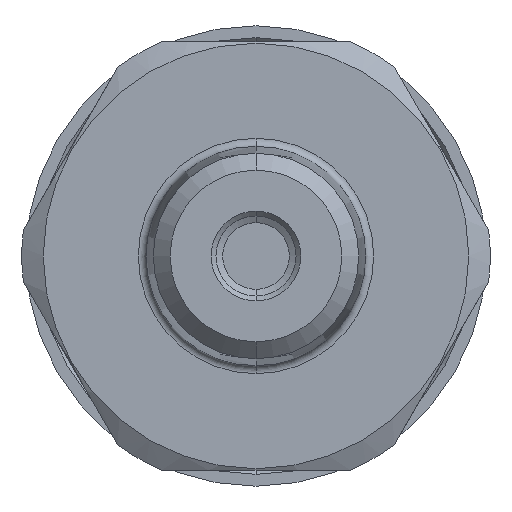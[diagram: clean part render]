
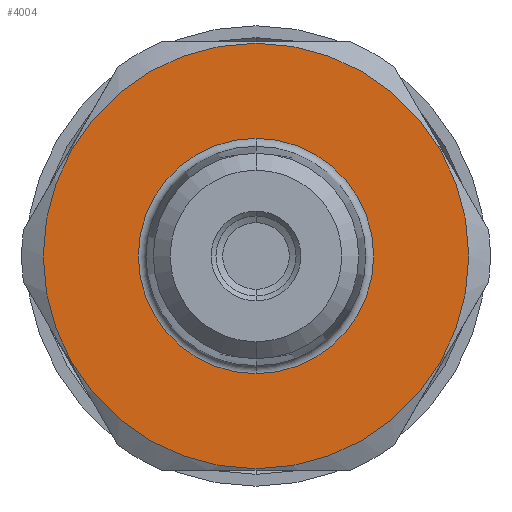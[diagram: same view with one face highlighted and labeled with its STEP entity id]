
A CAD part, front view. The second image highlights one B-rep face of the part: STEP entity #4004.
In plain terms, the highlighted planar face has unit normal (0, -1, 0).
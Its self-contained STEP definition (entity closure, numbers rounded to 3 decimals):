
#433 = EDGE_CURVE ( 'NONE', #2974, #8759, #932, .T. ) ;
#468 = CIRCLE ( 'NONE', #5023, 13.4 ) ;
#484 = FACE_BOUND ( 'NONE', #1034, .T. ) ;
#575 = EDGE_CURVE ( 'NONE', #8759, #2974, #468, .T. ) ;
#932 = CIRCLE ( 'NONE', #7775, 13.4 ) ;
#1034 = EDGE_LOOP ( 'NONE', ( #2024, #1864 ) ) ;
#1107 = DIRECTION ( 'NONE',  ( 0., 1., 0. ) ) ;
#1316 = VERTEX_POINT ( 'NONE', #10262 ) ;
#1487 = DIRECTION ( 'NONE',  ( 0., 0., -1. ) ) ;
#1563 = AXIS2_PLACEMENT_3D ( 'NONE', #6191, #1107, #6958 ) ;
#1592 = CARTESIAN_POINT ( 'NONE',  ( 0., 17., -7.41 ) ) ;
#1611 = ORIENTED_EDGE ( 'NONE', *, *, #575, .T. ) ;
#1723 = ORIENTED_EDGE ( 'NONE', *, *, #433, .T. ) ;
#1864 = ORIENTED_EDGE ( 'NONE', *, *, #8627, .T. ) ;
#2024 = ORIENTED_EDGE ( 'NONE', *, *, #4109, .T. ) ;
#2084 = CARTESIAN_POINT ( 'NONE',  ( 0., 17., -13.4 ) ) ;
#2974 = VERTEX_POINT ( 'NONE', #6166 ) ;
#3232 = CIRCLE ( 'NONE', #4711, 7.41 ) ;
#4004 = ADVANCED_FACE ( 'NONE', ( #484, #6685 ), #6525, .T. ) ;
#4109 = EDGE_CURVE ( 'NONE', #8276, #1316, #3232, .T. ) ;
#4378 = CARTESIAN_POINT ( 'NONE',  ( 0., 17., 0. ) ) ;
#4711 = AXIS2_PLACEMENT_3D ( 'NONE', #4378, #9705, #5204 ) ;
#5023 = AXIS2_PLACEMENT_3D ( 'NONE', #5509, #5539, #5637 ) ;
#5204 = DIRECTION ( 'NONE',  ( 0., 0., -1. ) ) ;
#5509 = CARTESIAN_POINT ( 'NONE',  ( 0., 17., 0. ) ) ;
#5539 = DIRECTION ( 'NONE',  ( 0., -1., 0. ) ) ;
#5637 = DIRECTION ( 'NONE',  ( 0., 0., -1. ) ) ;
#5977 = CIRCLE ( 'NONE', #1563, 7.41 ) ;
#6166 = CARTESIAN_POINT ( 'NONE',  ( 0., 17., 13.4 ) ) ;
#6191 = CARTESIAN_POINT ( 'NONE',  ( 0., 17., 0. ) ) ;
#6525 = PLANE ( 'NONE',  #7476 ) ;
#6685 = FACE_OUTER_BOUND ( 'NONE', #10319, .T. ) ;
#6958 = DIRECTION ( 'NONE',  ( 0., 0., -1. ) ) ;
#7476 = AXIS2_PLACEMENT_3D ( 'NONE', #10176, #9452, #1487 ) ;
#7775 = AXIS2_PLACEMENT_3D ( 'NONE', #9068, #9050, #9020 ) ;
#8276 = VERTEX_POINT ( 'NONE', #1592 ) ;
#8627 = EDGE_CURVE ( 'NONE', #1316, #8276, #5977, .T. ) ;
#8759 = VERTEX_POINT ( 'NONE', #2084 ) ;
#9020 = DIRECTION ( 'NONE',  ( 0., 0., -1. ) ) ;
#9050 = DIRECTION ( 'NONE',  ( 0., -1., 0. ) ) ;
#9068 = CARTESIAN_POINT ( 'NONE',  ( 0., 17., 0. ) ) ;
#9452 = DIRECTION ( 'NONE',  ( 0., -1., 0. ) ) ;
#9705 = DIRECTION ( 'NONE',  ( 0., 1., 0. ) ) ;
#10176 = CARTESIAN_POINT ( 'NONE',  ( 13.4, 17., 0. ) ) ;
#10262 = CARTESIAN_POINT ( 'NONE',  ( 0., 17., 7.41 ) ) ;
#10319 = EDGE_LOOP ( 'NONE', ( #1723, #1611 ) ) ;
